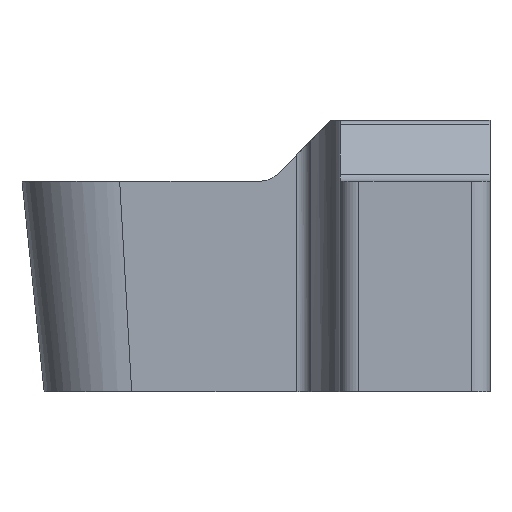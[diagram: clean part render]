
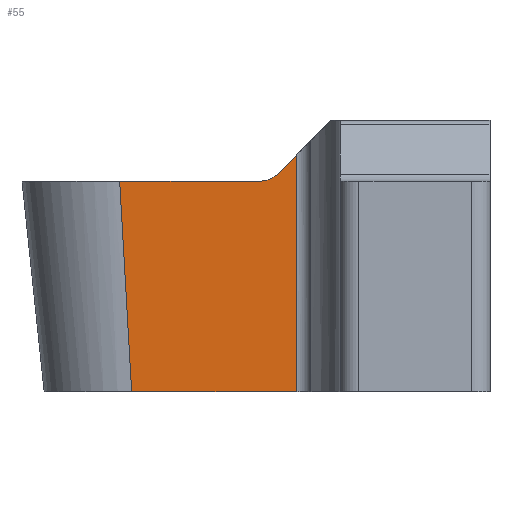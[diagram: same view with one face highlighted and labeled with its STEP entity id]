
A CAD part, front view. The second image highlights one B-rep face of the part: STEP entity #55.
In plain terms, the highlighted planar face has unit normal (0.044, -0.998, -0.044).
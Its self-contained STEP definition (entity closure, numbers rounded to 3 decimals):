
#55=ADVANCED_FACE('',(#90),#73,.F.);
#73=PLANE('',#499);
#90=FACE_OUTER_BOUND('',#112,.T.);
#112=EDGE_LOOP('',(#270,#271,#272,#273,#274,#275));
#127=ELLIPSE('',#498,0.501,0.5);
#131=LINE('',#699,#169);
#157=LINE('',#822,#195);
#158=LINE('',#824,#196);
#159=LINE('',#828,#197);
#169=VECTOR('',#524,1.);
#195=VECTOR('',#598,1.);
#196=VECTOR('',#599,1.);
#197=VECTOR('',#602,1.);
#270=ORIENTED_EDGE('',*,*,#370,.F.);
#271=ORIENTED_EDGE('',*,*,#411,.T.);
#272=ORIENTED_EDGE('',*,*,#412,.T.);
#273=ORIENTED_EDGE('',*,*,#413,.T.);
#274=ORIENTED_EDGE('',*,*,#414,.T.);
#275=ORIENTED_EDGE('',*,*,#415,.T.);
#330=VERTEX_POINT('',#698);
#331=VERTEX_POINT('',#700);
#361=VERTEX_POINT('',#823);
#362=VERTEX_POINT('',#825);
#363=VERTEX_POINT('',#827);
#364=VERTEX_POINT('',#829);
#370=EDGE_CURVE('',#330,#331,#131,.T.);
#411=EDGE_CURVE('',#330,#361,#157,.T.);
#412=EDGE_CURVE('',#361,#362,#158,.T.);
#413=EDGE_CURVE('',#362,#363,#127,.T.);
#414=EDGE_CURVE('',#363,#364,#159,.T.);
#415=EDGE_CURVE('',#364,#331,#447,.T.);
#447=B_SPLINE_CURVE_WITH_KNOTS('',3,(#830,#831,#832,#833),.UNSPECIFIED.,
 .F.,.F.,(4,4),(0.,1.),.UNSPECIFIED.);
#498=AXIS2_PLACEMENT_3D('',#826,#600,#601);
#499=AXIS2_PLACEMENT_3D('',#834,#603,#604);
#524=DIRECTION('',(-0.999,-0.044,0.));
#598=DIRECTION('',(0.,-0.044,0.999));
#599=DIRECTION('',(-0.707,0.,-0.707));
#600=DIRECTION('',(-0.044,0.998,0.044));
#601=DIRECTION('',(0.705,0.062,-0.706));
#602=DIRECTION('',(-0.999,-0.044,0.));
#603=DIRECTION('',(-0.044,0.998,0.044));
#604=DIRECTION('',(0.,-0.044,0.999));
#698=CARTESIAN_POINT('',(-2.538,9.263,-4.495));
#699=CARTESIAN_POINT('',(-6.072,9.109,-4.495));
#700=CARTESIAN_POINT('',(-6.057,9.11,-4.495));
#822=CARTESIAN_POINT('',(-2.538,9.01,1.295));
#823=CARTESIAN_POINT('',(-2.538,9.042,0.557));
#824=CARTESIAN_POINT('',(-4.579,9.042,-1.484));
#825=CARTESIAN_POINT('',(-2.949,9.042,0.146));
#826=CARTESIAN_POINT('',(-3.303,9.011,0.5));
#827=CARTESIAN_POINT('',(-3.303,9.033,0.));
#828=CARTESIAN_POINT('',(-6.063,8.913,0.));
#829=CARTESIAN_POINT('',(-6.313,8.902,0.));
#830=CARTESIAN_POINT('',(-6.313,8.902,0.));
#831=CARTESIAN_POINT('',(-6.228,8.971,-1.498));
#832=CARTESIAN_POINT('',(-6.142,9.04,-2.997));
#833=CARTESIAN_POINT('',(-6.057,9.11,-4.495));
#834=CARTESIAN_POINT('',(-6.063,8.913,0.));
